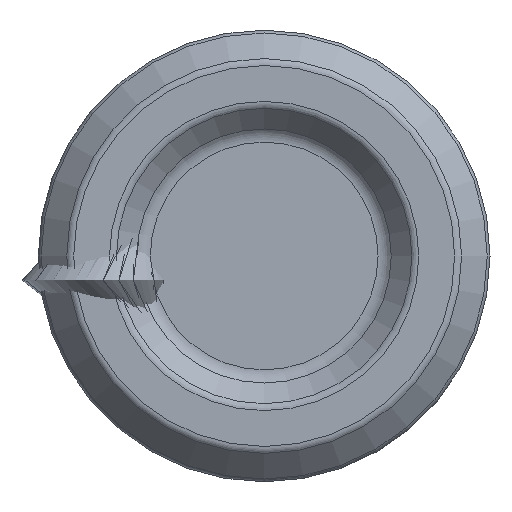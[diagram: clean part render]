
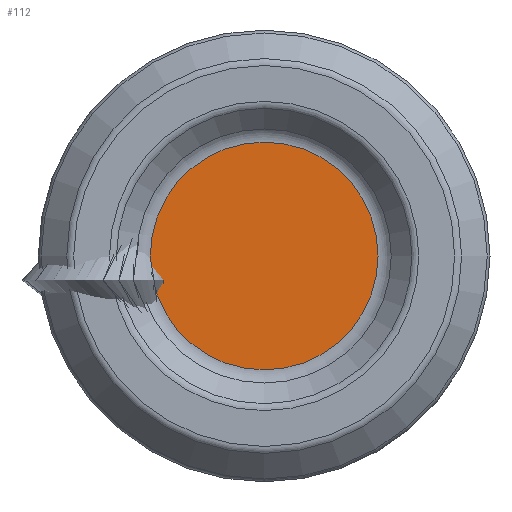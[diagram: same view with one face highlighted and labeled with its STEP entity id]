
A CAD part, left-side view. The second image highlights one B-rep face of the part: STEP entity #112.
In plain terms, the highlighted planar face has unit normal (-1, 0, 0).
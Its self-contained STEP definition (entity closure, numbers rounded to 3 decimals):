
#32=FACE_OUTER_BOUND('',#222,.T.);
#51=PLANE('',#423);
#112=ADVANCED_FACE('',(#32),#51,.F.);
#222=EDGE_LOOP('',(#280));
#280=ORIENTED_EDGE('',*,*,#344,.T.);
#315=VERTEX_POINT('',#716);
#344=EDGE_CURVE('',#315,#315,#373,.T.);
#373=CIRCLE('',#421,9.357);
#421=AXIS2_PLACEMENT_3D('',#715,#522,#523);
#423=AXIS2_PLACEMENT_3D('',#718,#526,#527);
#522=DIRECTION('',(-1.,0.,0.));
#523=DIRECTION('',(0.,0.,1.));
#526=DIRECTION('',(1.,0.,0.));
#527=DIRECTION('',(0.,0.,-1.));
#715=CARTESIAN_POINT('',(4.,0.,0.));
#716=CARTESIAN_POINT('',(4.,0.,9.357));
#718=CARTESIAN_POINT('',(4.,9.357,0.));
